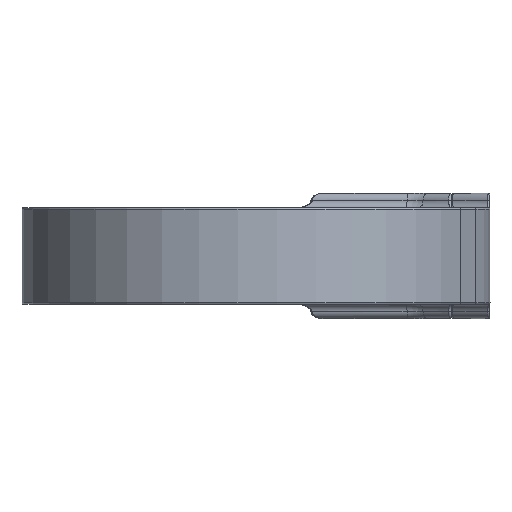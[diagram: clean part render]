
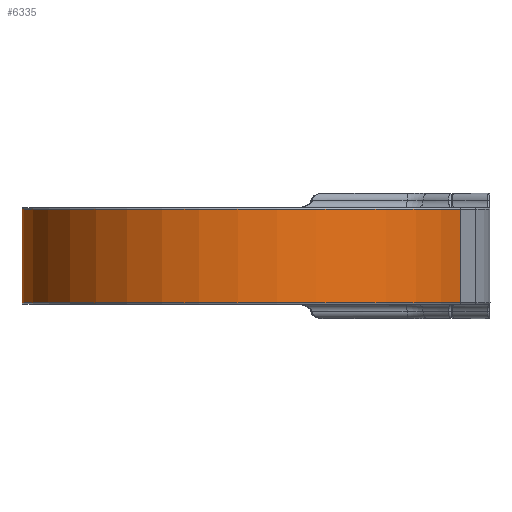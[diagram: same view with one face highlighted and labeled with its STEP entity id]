
A CAD part, left-side view. The second image highlights one B-rep face of the part: STEP entity #6335.
In plain terms, the highlighted cylindrical face has radius 30.25 mm (diameter 60.5 mm), a partial arc.
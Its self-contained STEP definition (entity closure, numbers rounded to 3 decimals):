
#1619=DIRECTION('',(0.,0.,1.));
#1620=VECTOR('',#1619,12.3);
#1621=CARTESIAN_POINT('',(-12.734,-27.439,-6.15));
#1622=LINE('',#1621,#1620);
#1623=CARTESIAN_POINT('',(0.,0.,6.15));
#1624=DIRECTION('',(0.,0.,1.));
#1625=DIRECTION('',(0.941,0.338,0.));
#1626=AXIS2_PLACEMENT_3D('',#1623,#1624,#1625);
#1628=CARTESIAN_POINT('',(0.,0.,-6.15));
#1629=DIRECTION('',(0.,0.,-1.));
#1630=DIRECTION('',(-0.421,-0.907,0.));
#1631=AXIS2_PLACEMENT_3D('',#1628,#1629,#1630);
#1633=DIRECTION('',(0.,0.,1.));
#1634=VECTOR('',#1633,12.3);
#1635=CARTESIAN_POINT('',(28.469,10.228,-6.15));
#1636=LINE('',#1635,#1634);
#3355=CARTESIAN_POINT('',(28.469,10.228,6.15));
#3356=VERTEX_POINT('',#3355);
#3359=CARTESIAN_POINT('',(-12.734,-27.439,6.15));
#3360=VERTEX_POINT('',#3359);
#3411=CARTESIAN_POINT('',(-12.734,-27.439,-6.15));
#3412=VERTEX_POINT('',#3411);
#3415=CARTESIAN_POINT('',(28.469,10.228,-6.15));
#3416=VERTEX_POINT('',#3415);
#6323=CARTESIAN_POINT('',(0.,0.,-6.35));
#6324=DIRECTION('',(0.,0.,1.));
#6325=DIRECTION('',(1.,0.,0.));
#6326=AXIS2_PLACEMENT_3D('',#6323,#6324,#6325);
#6327=CYLINDRICAL_SURFACE('',#6326,30.25);
#6328=ORIENTED_EDGE('',*,*,#6251,.T.);
#6329=ORIENTED_EDGE('',*,*,#6318,.F.);
#6330=ORIENTED_EDGE('',*,*,#3812,.T.);
#6332=ORIENTED_EDGE('',*,*,#6331,.T.);
#6333=EDGE_LOOP('',(#6328,#6329,#6330,#6332));
#6334=FACE_OUTER_BOUND('',#6333,.F.);
#6335=ADVANCED_FACE('',(#6334),#6327,.T.);
#1627=CIRCLE('',#1626,30.25);
#1632=CIRCLE('',#1631,30.25);
#3812=EDGE_CURVE('',#3412,#3416,#1632,.T.);
#6251=EDGE_CURVE('',#3356,#3360,#1627,.T.);
#6318=EDGE_CURVE('',#3412,#3360,#1622,.T.);
#6331=EDGE_CURVE('',#3416,#3356,#1636,.T.);
